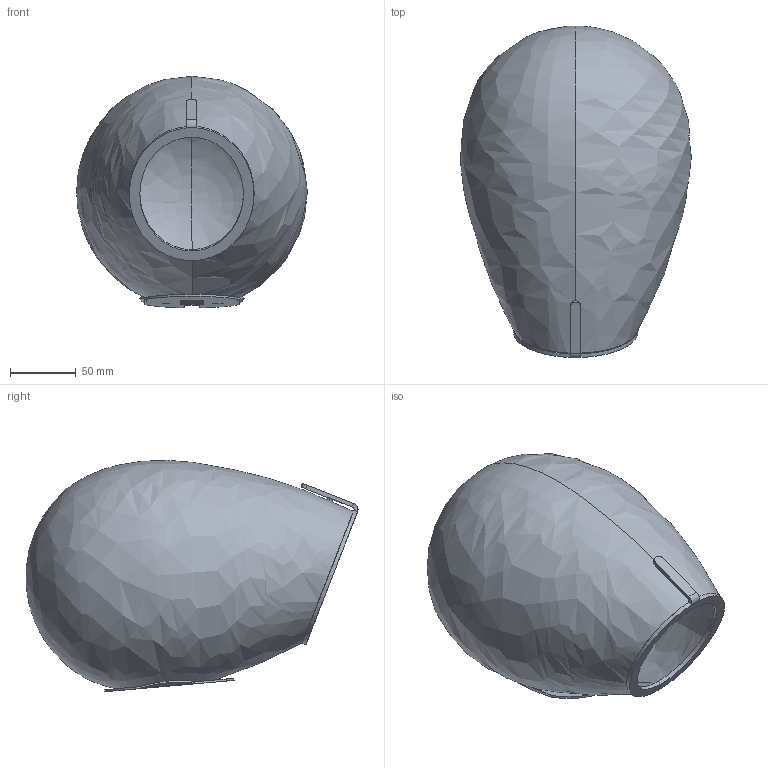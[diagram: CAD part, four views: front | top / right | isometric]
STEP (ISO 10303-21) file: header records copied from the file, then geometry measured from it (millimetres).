
FILE_DESCRIPTION (( 'STEP AP214' ), '1' );
FILE_NAME ('EQUILIBRIO_PARETE_3D.STEP', '2023-07-04T08:12:37', ( '' ), ( '' ), 'SwSTEP 2.0', 'SolidWorks 2014', '' );
FILE_SCHEMA (( 'AUTOMOTIVE_DESIGN' ));
Length unit declared in the file: millimetre
Products named in the file (12): FORCELLA-TERRA; MORSETTO PA 35 2_POLI; 066WS_001; EQUILIBRIO_PARETE_3D; 001WS_001_SPIANATURA; 001WS_011; MORSETTO_PA35_3POLI_LINGUETTA_TERRA
Assembly tree (6 placements, depth 3):
  MORSETTO PA 35 2_POLI
  066WS_001
  EQUILIBRIO_PARETE_3D
    001WS_001_SPIANATURA
    MORSETTO_PA35_3POLI_LINGUETTA_TERRA
      FORCELLA-TERRA
      MORSETTO PA 35 2_POLI
    066WS_001
    001WS_011
  FORCELLA-TERRA
  001WS_001_SPIANATURA
Bounding box: 175.81 x 252.95 x 176.32 mm (x, y, z)
Volume: 279348.3 mm3; surface area: 249037.8 mm2
Topology: 5 solids, 5 shells, 202 faces, 495 edges, 311 vertices
Faces by surface type: plane 110, cylinder 68, bspline 20, cone 4
Entity records: 9170 total; most frequent: CARTESIAN_POINT 3748, ORIENTED_EDGE 986, DIRECTION 936, EDGE_CURVE 493, AXIS2_PLACEMENT_3D 318, VERTEX_POINT 311, LINE 300, VECTOR 300
